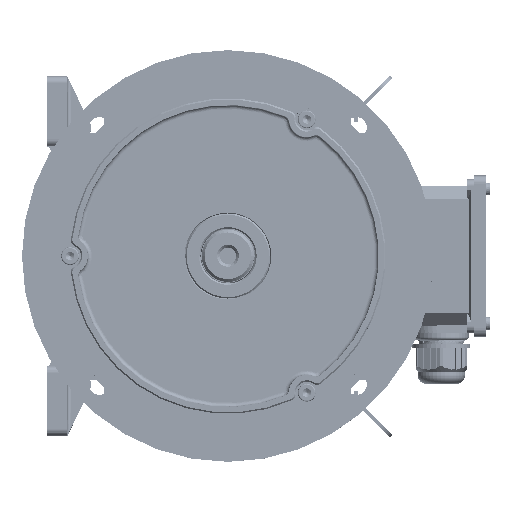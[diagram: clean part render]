
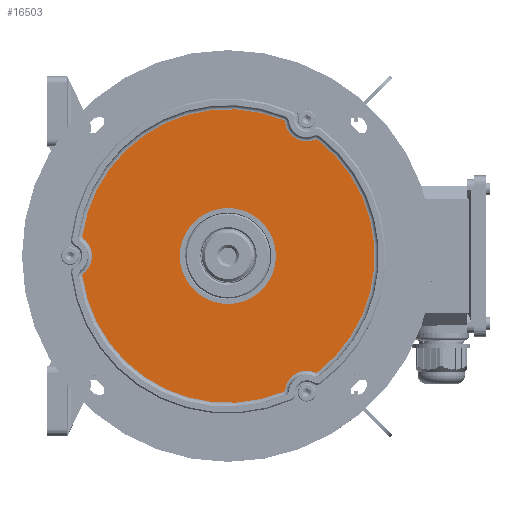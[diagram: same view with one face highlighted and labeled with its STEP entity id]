
A CAD part, top view. The second image highlights one B-rep face of the part: STEP entity #16503.
In plain terms, the highlighted planar face has unit normal (0, 0, 1).
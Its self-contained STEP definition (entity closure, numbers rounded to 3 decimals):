
#10920=FACE_BOUND('',#29819,.T.);
#10921=FACE_BOUND('',#29820,.T.);
#16503=ADVANCED_FACE('',(#10920,#10921),#20863,.F.);
#20863=PLANE('',#109765);
#29819=EDGE_LOOP('',(#50873));
#29820=EDGE_LOOP('',(#50874,#50875,#50876,#50877,#50878,#50879,#50880,#50881,
#50882,#50883,#50884,#50885));
#34920=CIRCLE('',#109743,107.);
#34923=CIRCLE('',#109747,107.);
#34925=CIRCLE('',#109750,107.);
#34929=CIRCLE('',#109755,35.);
#34930=CIRCLE('',#109756,16.);
#34931=CIRCLE('',#109757,2.);
#34932=CIRCLE('',#109758,2.);
#34933=CIRCLE('',#109759,16.);
#34934=CIRCLE('',#109760,2.);
#34935=CIRCLE('',#109761,2.);
#34936=CIRCLE('',#109762,16.);
#34937=CIRCLE('',#109763,2.);
#34938=CIRCLE('',#109764,2.);
#50873=ORIENTED_EDGE('',*,*,#82312,.F.);
#50874=ORIENTED_EDGE('',*,*,#82313,.T.);
#50875=ORIENTED_EDGE('',*,*,#82314,.T.);
#50876=ORIENTED_EDGE('',*,*,#82308,.T.);
#50877=ORIENTED_EDGE('',*,*,#82315,.T.);
#50878=ORIENTED_EDGE('',*,*,#82316,.T.);
#50879=ORIENTED_EDGE('',*,*,#82317,.T.);
#50880=ORIENTED_EDGE('',*,*,#82306,.T.);
#50881=ORIENTED_EDGE('',*,*,#82318,.T.);
#50882=ORIENTED_EDGE('',*,*,#82319,.T.);
#50883=ORIENTED_EDGE('',*,*,#82320,.T.);
#50884=ORIENTED_EDGE('',*,*,#82303,.T.);
#50885=ORIENTED_EDGE('',*,*,#82321,.T.);
#70596=VERTEX_POINT('',#167873);
#70597=VERTEX_POINT('',#167875);
#70598=VERTEX_POINT('',#167879);
#70599=VERTEX_POINT('',#167881);
#70600=VERTEX_POINT('',#167885);
#70601=VERTEX_POINT('',#167886);
#70604=VERTEX_POINT('',#167894);
#70605=VERTEX_POINT('',#167896);
#70606=VERTEX_POINT('',#167897);
#70607=VERTEX_POINT('',#167900);
#70608=VERTEX_POINT('',#167902);
#70609=VERTEX_POINT('',#167905);
#70610=VERTEX_POINT('',#167907);
#82303=EDGE_CURVE('',#70597,#70596,#34920,.T.);
#82306=EDGE_CURVE('',#70599,#70598,#34923,.T.);
#82308=EDGE_CURVE('',#70600,#70601,#34925,.T.);
#82312=EDGE_CURVE('',#70604,#70604,#34929,.T.);
#82313=EDGE_CURVE('',#70605,#70606,#34930,.T.);
#82314=EDGE_CURVE('',#70606,#70600,#34931,.T.);
#82315=EDGE_CURVE('',#70601,#70607,#34932,.T.);
#82316=EDGE_CURVE('',#70607,#70608,#34933,.T.);
#82317=EDGE_CURVE('',#70608,#70599,#34934,.T.);
#82318=EDGE_CURVE('',#70598,#70609,#34935,.T.);
#82319=EDGE_CURVE('',#70609,#70610,#34936,.T.);
#82320=EDGE_CURVE('',#70610,#70597,#34937,.T.);
#82321=EDGE_CURVE('',#70596,#70605,#34938,.T.);
#109743=AXIS2_PLACEMENT_3D('',#167874,#127346,#127347);
#109747=AXIS2_PLACEMENT_3D('',#167880,#127354,#127355);
#109750=AXIS2_PLACEMENT_3D('',#167884,#127360,#127361);
#109755=AXIS2_PLACEMENT_3D('',#167893,#127370,#127371);
#109756=AXIS2_PLACEMENT_3D('',#167895,#127372,#127373);
#109757=AXIS2_PLACEMENT_3D('',#167898,#127374,#127375);
#109758=AXIS2_PLACEMENT_3D('',#167899,#127376,#127377);
#109759=AXIS2_PLACEMENT_3D('',#167901,#127378,#127379);
#109760=AXIS2_PLACEMENT_3D('',#167903,#127380,#127381);
#109761=AXIS2_PLACEMENT_3D('',#167904,#127382,#127383);
#109762=AXIS2_PLACEMENT_3D('',#167906,#127384,#127385);
#109763=AXIS2_PLACEMENT_3D('',#167908,#127386,#127387);
#109764=AXIS2_PLACEMENT_3D('',#167909,#127388,#127389);
#109765=AXIS2_PLACEMENT_3D('',#167910,#127390,#127391);
#127346=DIRECTION('',(0.,0.,1.));
#127347=DIRECTION('',(0.,-1.,0.));
#127354=DIRECTION('',(0.,0.,1.));
#127355=DIRECTION('',(0.,-1.,0.));
#127360=DIRECTION('',(0.,0.,1.));
#127361=DIRECTION('',(0.,-1.,0.));
#127370=DIRECTION('',(0.,0.,1.));
#127371=DIRECTION('',(0.,-1.,0.));
#127372=DIRECTION('',(0.,0.,-1.));
#127373=DIRECTION('',(0.,1.,0.));
#127374=DIRECTION('',(0.,0.,1.));
#127375=DIRECTION('',(0.,1.,0.));
#127376=DIRECTION('',(0.,0.,1.));
#127377=DIRECTION('',(0.,1.,0.));
#127378=DIRECTION('',(0.,0.,-1.));
#127379=DIRECTION('',(0.,1.,0.));
#127380=DIRECTION('',(0.,0.,1.));
#127381=DIRECTION('',(0.,1.,0.));
#127382=DIRECTION('',(0.,0.,1.));
#127383=DIRECTION('',(0.,1.,0.));
#127384=DIRECTION('',(0.,0.,-1.));
#127385=DIRECTION('',(0.,1.,0.));
#127386=DIRECTION('',(0.,0.,1.));
#127387=DIRECTION('',(0.,1.,0.));
#127388=DIRECTION('',(0.,0.,1.));
#127389=DIRECTION('',(0.,1.,0.));
#127390=DIRECTION('',(0.,0.,-1.));
#127391=DIRECTION('',(0.,1.,0.));
#167873=CARTESIAN_POINT('',(-106.008,14.54,277.));
#167874=CARTESIAN_POINT('',(0.,0.,277.));
#167875=CARTESIAN_POINT('',(40.412,99.075,277.));
#167879=CARTESIAN_POINT('',(65.596,84.535,277.));
#167880=CARTESIAN_POINT('',(0.,0.,277.));
#167881=CARTESIAN_POINT('',(65.595,-84.535,277.));
#167884=CARTESIAN_POINT('',(0.,0.,277.));
#167885=CARTESIAN_POINT('',(-106.008,-14.54,277.));
#167886=CARTESIAN_POINT('',(40.412,-99.075,277.));
#167893=CARTESIAN_POINT('',(0.,0.,277.));
#167894=CARTESIAN_POINT('',(0.,-35.,277.));
#167895=CARTESIAN_POINT('',(-115.,0.,277.));
#167896=CARTESIAN_POINT('',(-105.245,12.683,277.));
#167897=CARTESIAN_POINT('',(-105.245,-12.683,277.));
#167898=CARTESIAN_POINT('',(-104.026,-14.268,277.));
#167899=CARTESIAN_POINT('',(39.657,-97.223,277.));
#167900=CARTESIAN_POINT('',(41.639,-97.486,277.));
#167901=CARTESIAN_POINT('',(57.5,-99.593,277.));
#167902=CARTESIAN_POINT('',(63.606,-84.804,277.));
#167903=CARTESIAN_POINT('',(64.369,-82.955,277.));
#167904=CARTESIAN_POINT('',(64.369,82.955,277.));
#167905=CARTESIAN_POINT('',(63.606,84.804,277.));
#167906=CARTESIAN_POINT('',(57.5,99.593,277.));
#167907=CARTESIAN_POINT('',(41.639,97.486,277.));
#167908=CARTESIAN_POINT('',(39.657,97.223,277.));
#167909=CARTESIAN_POINT('',(-104.026,14.268,277.));
#167910=CARTESIAN_POINT('',(107.,0.,277.));
